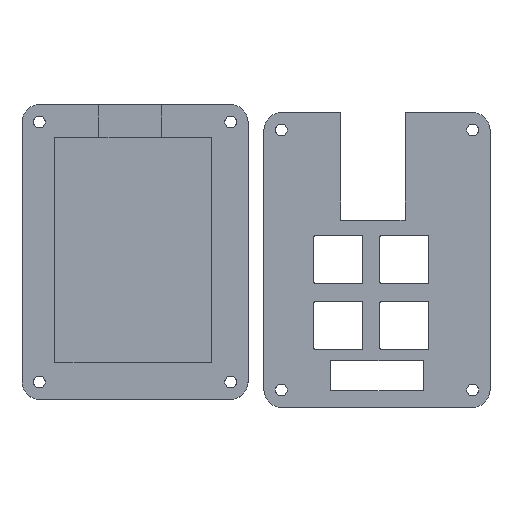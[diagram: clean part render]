
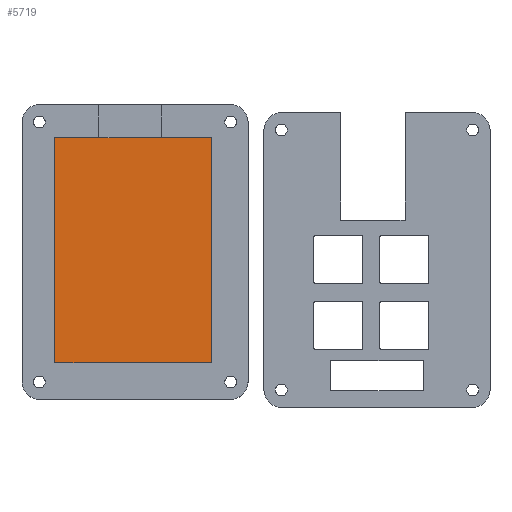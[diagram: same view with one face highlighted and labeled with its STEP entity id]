
A CAD part, top view. The second image highlights one B-rep face of the part: STEP entity #5719.
In plain terms, the highlighted planar face has unit normal (0, 0, 1).
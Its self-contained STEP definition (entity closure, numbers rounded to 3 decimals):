
#451=PLANE('',#6109);
#639=FACE_OUTER_BOUND('',#971,.T.);
#971=EDGE_LOOP('',(#4229,#4230,#4231,#4232));
#1367=LINE('',#7719,#1931);
#1374=LINE('',#7733,#1938);
#1378=LINE('',#7740,#1942);
#1380=LINE('',#7743,#1944);
#1931=VECTOR('',#6599,10.);
#1938=VECTOR('',#6608,10.);
#1942=VECTOR('',#6614,10.);
#1944=VECTOR('',#6618,10.);
#2563=VERTEX_POINT('',#7716);
#2564=VERTEX_POINT('',#7718);
#2570=VERTEX_POINT('',#7732);
#2572=VERTEX_POINT('',#7738);
#3191=EDGE_CURVE('',#2563,#2564,#1367,.T.);
#3198=EDGE_CURVE('',#2564,#2570,#1374,.T.);
#3202=EDGE_CURVE('',#2572,#2563,#1378,.T.);
#3204=EDGE_CURVE('',#2570,#2572,#1380,.T.);
#4229=ORIENTED_EDGE('',*,*,#3204,.F.);
#4230=ORIENTED_EDGE('',*,*,#3198,.F.);
#4231=ORIENTED_EDGE('',*,*,#3191,.F.);
#4232=ORIENTED_EDGE('',*,*,#3202,.F.);
#5719=ADVANCED_FACE('',(#639),#451,.F.);
#6109=AXIS2_PLACEMENT_3D('',#7744,#6619,#6620);
#6599=DIRECTION('',(1.,0.,0.));
#6608=DIRECTION('',(0.,-1.,0.));
#6614=DIRECTION('',(0.,1.,0.));
#6618=DIRECTION('',(-1.,0.,0.));
#6619=DIRECTION('center_axis',(0.,0.,-1.));
#6620=DIRECTION('ref_axis',(-1.,0.,0.));
#7716=CARTESIAN_POINT('',(-67.146,33.784,3.5));
#7718=CARTESIAN_POINT('',(-21.902,33.784,3.5));
#7719=CARTESIAN_POINT('',(-45.835,33.784,3.5));
#7732=CARTESIAN_POINT('',(-21.902,-31.269,3.5));
#7733=CARTESIAN_POINT('',(-21.902,30.021,3.5));
#7738=CARTESIAN_POINT('',(-67.146,-31.269,3.5));
#7740=CARTESIAN_POINT('',(-67.146,-2.505,3.5));
#7743=CARTESIAN_POINT('',(-23.213,-31.269,3.5));
#7744=CARTESIAN_POINT('Origin',(-34.524,26.258,3.5));
